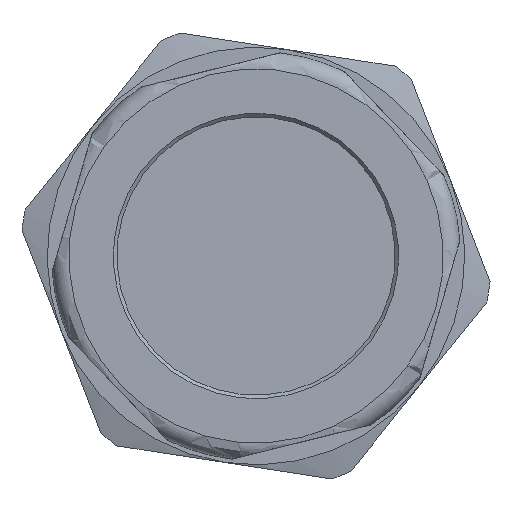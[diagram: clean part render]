
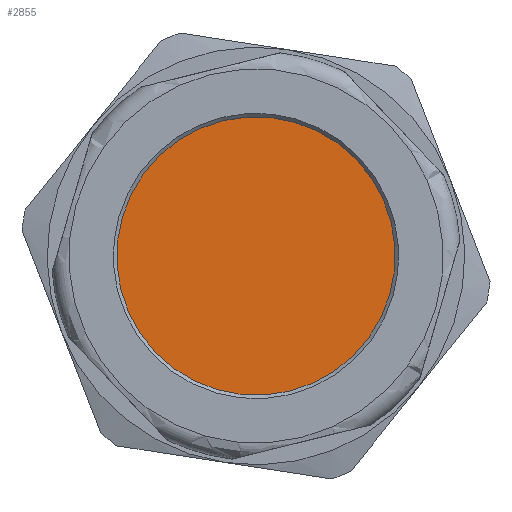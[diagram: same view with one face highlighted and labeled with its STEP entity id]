
A CAD part, left-side view. The second image highlights one B-rep face of the part: STEP entity #2855.
In plain terms, the highlighted planar face has unit normal (-1, 0, 0).
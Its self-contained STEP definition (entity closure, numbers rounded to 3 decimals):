
#2808=CARTESIAN_POINT('',(0.,7.684,2.228));
#2809=VERTEX_POINT('',#2808);
#2810=CARTESIAN_POINT('',(0.,0.,0.));
#2811=DIRECTION('',(1.0,0.,0.));
#2812=DIRECTION('',(0.,-0.96,-0.278));
#2813=AXIS2_PLACEMENT_3D('',#2810,#2811,#2812);
#2814=CIRCLE('',#2813,8.0);
#2815=EDGE_CURVE('',#2809,#2809,#2814,.T.);
#2847=CARTESIAN_POINT('',(0.0,6.2,0.0));
#2848=DIRECTION('',(-1.0,0.0,0.0));
#2849=DIRECTION('',(0.0,0.0,1.0));
#2850=AXIS2_PLACEMENT_3D('',#2847,#2848,#2849);
#2851=PLANE('',#2850);
#2852=ORIENTED_EDGE('',*,*,#2815,.F.);
#2853=EDGE_LOOP('',(#2852));
#2854=FACE_OUTER_BOUND('',#2853,.T.);
#2855=ADVANCED_FACE('',(#2854),#2851,.T.);
